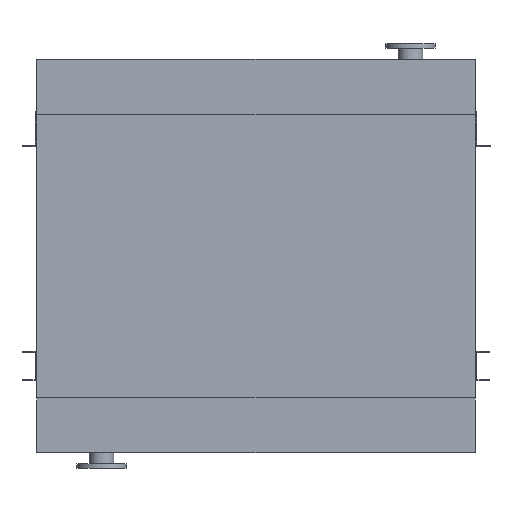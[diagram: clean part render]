
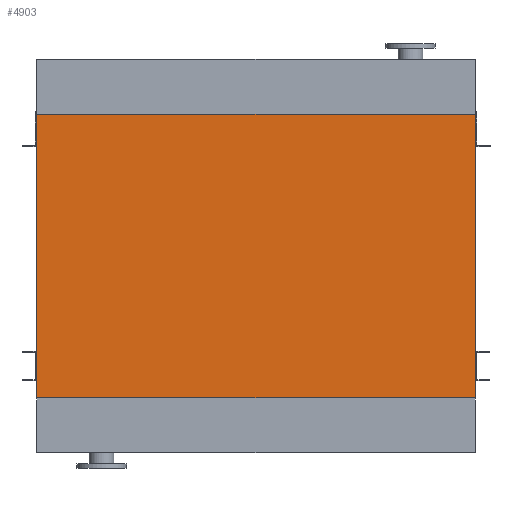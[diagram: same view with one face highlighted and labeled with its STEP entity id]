
A CAD part, front view. The second image highlights one B-rep face of the part: STEP entity #4903.
In plain terms, the highlighted planar face has unit normal (0, -1, 0).
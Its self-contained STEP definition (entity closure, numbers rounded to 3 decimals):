
#209 = CARTESIAN_POINT ( 'NONE',  ( 965., 0., 0. ) ) ;
#692 = VECTOR ( 'NONE', #1018, 1000. ) ;
#989 = FACE_OUTER_BOUND ( 'NONE', #11993, .T. ) ;
#1018 = DIRECTION ( 'NONE',  ( 1., 0., 0. ) ) ;
#1372 = DIRECTION ( 'NONE',  ( 0., 0., -1. ) ) ;
#1570 = LINE ( 'NONE', #9709, #2741 ) ;
#2054 = EDGE_CURVE ( 'NONE', #9213, #4635, #13060, .T. ) ;
#2278 = ORIENTED_EDGE ( 'NONE', *, *, #2440, .T. ) ;
#2440 = EDGE_CURVE ( 'NONE', #4635, #12252, #1570, .T. ) ;
#2591 = CARTESIAN_POINT ( 'NONE',  ( 965., 0., -1250. ) ) ;
#2741 = VECTOR ( 'NONE', #4631, 1000. ) ;
#2952 = CARTESIAN_POINT ( 'NONE',  ( -965., 0., 0. ) ) ;
#3270 = VECTOR ( 'NONE', #11247, 1000. ) ;
#4007 = LINE ( 'NONE', #8960, #692 ) ;
#4303 = LINE ( 'NONE', #7304, #3270 ) ;
#4631 = DIRECTION ( 'NONE',  ( 0., 0., 1. ) ) ;
#4635 = VERTEX_POINT ( 'NONE', #2591 ) ;
#4903 = ADVANCED_FACE ( 'NONE', ( #989 ), #5031, .T. ) ;
#5031 = PLANE ( 'NONE',  #7684 ) ;
#5709 = CARTESIAN_POINT ( 'NONE',  ( -965., 0., -1250. ) ) ;
#5885 = EDGE_CURVE ( 'NONE', #7592, #12252, #4007, .T. ) ;
#6561 = ORIENTED_EDGE ( 'NONE', *, *, #5885, .F. ) ;
#7304 = CARTESIAN_POINT ( 'NONE',  ( -965., 0., -1250. ) ) ;
#7592 = VERTEX_POINT ( 'NONE', #2952 ) ;
#7640 = VECTOR ( 'NONE', #11857, 1000. ) ;
#7684 = AXIS2_PLACEMENT_3D ( 'NONE', #9113, #9374, #1372 ) ;
#8960 = CARTESIAN_POINT ( 'NONE',  ( -965., 0., 0. ) ) ;
#9113 = CARTESIAN_POINT ( 'NONE',  ( -965., 0., -1250. ) ) ;
#9213 = VERTEX_POINT ( 'NONE', #5709 ) ;
#9334 = EDGE_CURVE ( 'NONE', #9213, #7592, #4303, .T. ) ;
#9374 = DIRECTION ( 'NONE',  ( 0., -1., 0. ) ) ;
#9709 = CARTESIAN_POINT ( 'NONE',  ( 965., 0., -1250. ) ) ;
#11247 = DIRECTION ( 'NONE',  ( 0., 0., 1. ) ) ;
#11857 = DIRECTION ( 'NONE',  ( 1., 0., 0. ) ) ;
#11993 = EDGE_LOOP ( 'NONE', ( #6561, #12439, #12480, #2278 ) ) ;
#12252 = VERTEX_POINT ( 'NONE', #209 ) ;
#12439 = ORIENTED_EDGE ( 'NONE', *, *, #9334, .F. ) ;
#12480 = ORIENTED_EDGE ( 'NONE', *, *, #2054, .T. ) ;
#12867 = CARTESIAN_POINT ( 'NONE',  ( -965., 0., -1250. ) ) ;
#13060 = LINE ( 'NONE', #12867, #7640 ) ;
